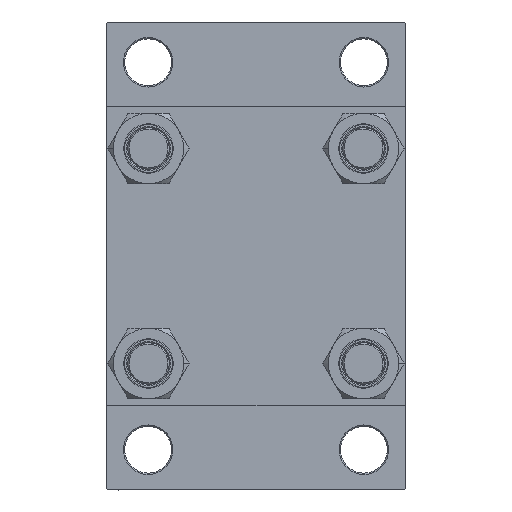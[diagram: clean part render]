
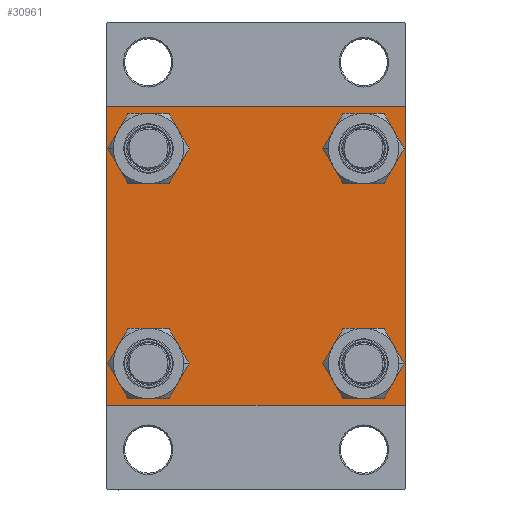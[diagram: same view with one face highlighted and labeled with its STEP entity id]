
A CAD part, left-side view. The second image highlights one B-rep face of the part: STEP entity #30961.
In plain terms, the highlighted planar face has unit normal (-1, 0, 0).
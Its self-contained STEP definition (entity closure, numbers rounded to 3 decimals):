
#143 = VERTEX_POINT ( 'NONE', #20323 ) ;
#180 = VERTEX_POINT ( 'NONE', #14403 ) ;
#267 = CIRCLE ( 'NONE', #40103, 8.5 ) ;
#2450 = FACE_OUTER_BOUND ( 'NONE', #11338, .T. ) ;
#3028 = DIRECTION ( 'NONE',  ( 0., 0., 1. ) ) ;
#3159 = VERTEX_POINT ( 'NONE', #4022 ) ;
#3472 = EDGE_CURVE ( 'NONE', #3159, #13304, #267, .T. ) ;
#3709 = DIRECTION ( 'NONE',  ( 0., 0.707, -0.707 ) ) ;
#3760 = ORIENTED_EDGE ( 'NONE', *, *, #13643, .T. ) ;
#3986 = AXIS2_PLACEMENT_3D ( 'NONE', #13950, #13464, #24946 ) ;
#4022 = CARTESIAN_POINT ( 'NONE',  ( 0., -41.35, 32.85 ) ) ;
#4845 = CARTESIAN_POINT ( 'NONE',  ( 0., 41.35, 32.85 ) ) ;
#5107 = DIRECTION ( 'NONE',  ( 0., -1., 0. ) ) ;
#5106 = DIRECTION ( 'NONE',  ( 0., 0., 1. ) ) ;
#5329 = AXIS2_PLACEMENT_3D ( 'NONE', #9561, #39423, #18842 ) ;
#5358 = LINE ( 'NONE', #8283, #10743 ) ;
#5362 = LINE ( 'NONE', #20296, #18450 ) ;
#5531 = CARTESIAN_POINT ( 'NONE',  ( 0., 41.35, 49.85 ) ) ;
#6154 = CARTESIAN_POINT ( 'NONE',  ( 0., -41.35, -32.85 ) ) ;
#6353 = EDGE_CURVE ( 'NONE', #22052, #21580, #14447, .T. ) ;
#7457 = VERTEX_POINT ( 'NONE', #5531 ) ;
#7780 = AXIS2_PLACEMENT_3D ( 'NONE', #40578, #25657, #9339 ) ;
#8077 = CIRCLE ( 'NONE', #44037, 8.5 ) ;
#8166 = EDGE_CURVE ( 'NONE', #10971, #180, #15130, .T. ) ;
#8229 = CARTESIAN_POINT ( 'NONE',  ( 0., 57., 57.5 ) ) ;
#8283 = CARTESIAN_POINT ( 'NONE',  ( 0., 57.5, 57.5 ) ) ;
#8754 = CIRCLE ( 'NONE', #36114, 8.5 ) ;
#8763 = CARTESIAN_POINT ( 'NONE',  ( 0., 41.35, 41.35 ) ) ;
#9339 = DIRECTION ( 'NONE',  ( 0., 0., 1. ) ) ;
#9561 = CARTESIAN_POINT ( 'NONE',  ( 0., -41.35, 41.35 ) ) ;
#10114 = DIRECTION ( 'NONE',  ( 0., 0., 1. ) ) ;
#10743 = VECTOR ( 'NONE', #31033, 1000. ) ;
#10765 = LINE ( 'NONE', #37419, #35763 ) ;
#10971 = VERTEX_POINT ( 'NONE', #30086 ) ;
#11291 = CARTESIAN_POINT ( 'NONE',  ( 0., 57.25, 57.25 ) ) ;
#11338 = EDGE_LOOP ( 'NONE', ( #32392, #36792, #28935, #15290, #35850, #23043, #32085, #39923 ) ) ;
#12154 = ORIENTED_EDGE ( 'NONE', *, *, #22138, .T. ) ;
#12480 = EDGE_CURVE ( 'NONE', #42444, #16938, #20678, .T. ) ;
#13304 = VERTEX_POINT ( 'NONE', #16178 ) ;
#13327 = CARTESIAN_POINT ( 'NONE',  ( 0., -41.35, -41.35 ) ) ;
#13464 = DIRECTION ( 'NONE',  ( -1., 0., 0. ) ) ;
#13643 = EDGE_CURVE ( 'NONE', #7457, #31180, #34084, .T. ) ;
#13814 = EDGE_CURVE ( 'NONE', #36249, #10971, #5362, .T. ) ;
#13950 = CARTESIAN_POINT ( 'NONE',  ( 0., 0., 0. ) ) ;
#14403 = CARTESIAN_POINT ( 'NONE',  ( 0., -57.5, -57. ) ) ;
#14447 = CIRCLE ( 'NONE', #30037, 8.5 ) ;
#14680 = DIRECTION ( 'NONE',  ( 0., 0., -1. ) ) ;
#15011 = ORIENTED_EDGE ( 'NONE', *, *, #41625, .T. ) ;
#15130 = LINE ( 'NONE', #23198, #48088 ) ;
#15290 = ORIENTED_EDGE ( 'NONE', *, *, #8166, .T. ) ;
#16178 = CARTESIAN_POINT ( 'NONE',  ( 0., -41.35, 49.85 ) ) ;
#16938 = VERTEX_POINT ( 'NONE', #35736 ) ;
#17948 = DIRECTION ( 'NONE',  ( 1., 0., 0. ) ) ;
#18065 = EDGE_CURVE ( 'NONE', #31180, #7457, #36433, .T. ) ;
#18125 = LINE ( 'NONE', #21314, #47093 ) ;
#18450 = VECTOR ( 'NONE', #5107, 1000. ) ;
#18842 = DIRECTION ( 'NONE',  ( 0., 0., 1. ) ) ;
#19560 = DIRECTION ( 'NONE',  ( 1., 0., 0. ) ) ;
#20296 = CARTESIAN_POINT ( 'NONE',  ( 0., 57.5, -57.5 ) ) ;
#20323 = CARTESIAN_POINT ( 'NONE',  ( 0., 57.5, 57. ) ) ;
#20678 = LINE ( 'NONE', #31921, #38742 ) ;
#21314 = CARTESIAN_POINT ( 'NONE',  ( 0., 57.5, 57.5 ) ) ;
#21400 = DIRECTION ( 'NONE',  ( 1., 0., 0. ) ) ;
#21559 = ORIENTED_EDGE ( 'NONE', *, *, #6353, .T. ) ;
#21580 = VERTEX_POINT ( 'NONE', #28579 ) ;
#21844 = CARTESIAN_POINT ( 'NONE',  ( 0., 41.35, -32.85 ) ) ;
#21909 = VECTOR ( 'NONE', #3709, 1000. ) ;
#21999 = FACE_BOUND ( 'NONE', #45096, .T. ) ;
#22052 = VERTEX_POINT ( 'NONE', #6154 ) ;
#22138 = EDGE_CURVE ( 'NONE', #13304, #3159, #27208, .T. ) ;
#22282 = EDGE_LOOP ( 'NONE', ( #3760, #46840 ) ) ;
#23043 = ORIENTED_EDGE ( 'NONE', *, *, #12480, .T. ) ;
#23198 = CARTESIAN_POINT ( 'NONE',  ( 0., -57.25, -57.25 ) ) ;
#24946 = DIRECTION ( 'NONE',  ( 0., 0., 1. ) ) ;
#25292 = EDGE_CURVE ( 'NONE', #43682, #30840, #28883, .T. ) ;
#25309 = CARTESIAN_POINT ( 'NONE',  ( 0., -57.5, 57. ) ) ;
#25657 = DIRECTION ( 'NONE',  ( 1., 0., 0. ) ) ;
#25940 = VECTOR ( 'NONE', #38707, 1000. ) ;
#26402 = EDGE_CURVE ( 'NONE', #46837, #143, #32824, .T. ) ;
#26960 = LINE ( 'NONE', #30396, #25940 ) ;
#27208 = CIRCLE ( 'NONE', #5329, 8.5 ) ;
#27382 = CARTESIAN_POINT ( 'NONE',  ( 0., 57., -57.5 ) ) ;
#28480 = DIRECTION ( 'NONE',  ( 0., 0., 1. ) ) ;
#28579 = CARTESIAN_POINT ( 'NONE',  ( 0., -41.35, -49.85 ) ) ;
#28883 = CIRCLE ( 'NONE', #7780, 8.5 ) ;
#28935 = ORIENTED_EDGE ( 'NONE', *, *, #13814, .T. ) ;
#30037 = AXIS2_PLACEMENT_3D ( 'NONE', #47554, #21400, #28480 ) ;
#30086 = CARTESIAN_POINT ( 'NONE',  ( 0., -57., -57.5 ) ) ;
#30314 = DIRECTION ( 'NONE',  ( 0., 0., 1. ) ) ;
#30396 = CARTESIAN_POINT ( 'NONE',  ( 0., 57.25, -57.25 ) ) ;
#30840 = VERTEX_POINT ( 'NONE', #45574 ) ;
#30961 = ADVANCED_FACE ( 'NONE', ( #43305, #40589, #21999, #46290, #2450 ), #47915, .T. ) ;
#31033 = DIRECTION ( 'NONE',  ( 0., 0., -1. ) ) ;
#31180 = VERTEX_POINT ( 'NONE', #4845 ) ;
#31423 = DIRECTION ( 'NONE',  ( 0., 0.707, 0.707 ) ) ;
#31921 = CARTESIAN_POINT ( 'NONE',  ( 0., -57.25, 57.25 ) ) ;
#32085 = ORIENTED_EDGE ( 'NONE', *, *, #36379, .F. ) ;
#32392 = ORIENTED_EDGE ( 'NONE', *, *, #45710, .T. ) ;
#32824 = LINE ( 'NONE', #11291, #21909 ) ;
#33554 = EDGE_LOOP ( 'NONE', ( #21559, #35362 ) ) ;
#33980 = CARTESIAN_POINT ( 'NONE',  ( 0., 41.35, 41.35 ) ) ;
#34084 = CIRCLE ( 'NONE', #46582, 8.5 ) ;
#34164 = EDGE_CURVE ( 'NONE', #21580, #22052, #8754, .T. ) ;
#34440 = EDGE_CURVE ( 'NONE', #39222, #36249, #26960, .T. ) ;
#35362 = ORIENTED_EDGE ( 'NONE', *, *, #34164, .T. ) ;
#35736 = CARTESIAN_POINT ( 'NONE',  ( 0., -57., 57.5 ) ) ;
#35763 = VECTOR ( 'NONE', #14680, 1000. ) ;
#35850 = ORIENTED_EDGE ( 'NONE', *, *, #45654, .F. ) ;
#36114 = AXIS2_PLACEMENT_3D ( 'NONE', #13327, #39729, #10114 ) ;
#36249 = VERTEX_POINT ( 'NONE', #27382 ) ;
#36379 = EDGE_CURVE ( 'NONE', #46837, #16938, #18125, .T. ) ;
#36388 = CARTESIAN_POINT ( 'NONE',  ( 0., 57.5, -57. ) ) ;
#36433 = CIRCLE ( 'NONE', #38007, 8.5 ) ;
#36525 = DIRECTION ( 'NONE',  ( 1., 0., 0. ) ) ;
#36792 = ORIENTED_EDGE ( 'NONE', *, *, #34440, .T. ) ;
#37038 = ORIENTED_EDGE ( 'NONE', *, *, #3472, .T. ) ;
#37246 = CARTESIAN_POINT ( 'NONE',  ( 0., -41.35, 41.35 ) ) ;
#37419 = CARTESIAN_POINT ( 'NONE',  ( 0., -57.5, 57.5 ) ) ;
#37880 = DIRECTION ( 'NONE',  ( 0., -0.707, 0.707 ) ) ;
#38007 = AXIS2_PLACEMENT_3D ( 'NONE', #8763, #19560, #5106 ) ;
#38707 = DIRECTION ( 'NONE',  ( 0., -0.707, -0.707 ) ) ;
#38742 = VECTOR ( 'NONE', #31423, 1000. ) ;
#39222 = VERTEX_POINT ( 'NONE', #36388 ) ;
#39423 = DIRECTION ( 'NONE',  ( 1., 0., 0. ) ) ;
#39729 = DIRECTION ( 'NONE',  ( 1., 0., 0. ) ) ;
#39923 = ORIENTED_EDGE ( 'NONE', *, *, #26402, .T. ) ;
#39948 = DIRECTION ( 'NONE',  ( 0., 0., 1. ) ) ;
#40103 = AXIS2_PLACEMENT_3D ( 'NONE', #37246, #36525, #39948 ) ;
#40578 = CARTESIAN_POINT ( 'NONE',  ( 0., 41.35, -41.35 ) ) ;
#40589 = FACE_BOUND ( 'NONE', #33554, .T. ) ;
#41625 = EDGE_CURVE ( 'NONE', #30840, #43682, #8077, .T. ) ;
#42300 = DIRECTION ( 'NONE',  ( 1., 0., 0. ) ) ;
#42444 = VERTEX_POINT ( 'NONE', #25309 ) ;
#43141 = ORIENTED_EDGE ( 'NONE', *, *, #25292, .T. ) ;
#43305 = FACE_BOUND ( 'NONE', #44687, .T. ) ;
#43682 = VERTEX_POINT ( 'NONE', #21844 ) ;
#44037 = AXIS2_PLACEMENT_3D ( 'NONE', #44601, #17948, #3028 ) ;
#44601 = CARTESIAN_POINT ( 'NONE',  ( 0., 41.35, -41.35 ) ) ;
#44687 = EDGE_LOOP ( 'NONE', ( #12154, #37038 ) ) ;
#45096 = EDGE_LOOP ( 'NONE', ( #43141, #15011 ) ) ;
#45574 = CARTESIAN_POINT ( 'NONE',  ( 0., 41.35, -49.85 ) ) ;
#45654 = EDGE_CURVE ( 'NONE', #42444, #180, #10765, .T. ) ;
#45710 = EDGE_CURVE ( 'NONE', #143, #39222, #5358, .T. ) ;
#46290 = FACE_BOUND ( 'NONE', #22282, .T. ) ;
#46582 = AXIS2_PLACEMENT_3D ( 'NONE', #33980, #42300, #30314 ) ;
#46837 = VERTEX_POINT ( 'NONE', #8229 ) ;
#46840 = ORIENTED_EDGE ( 'NONE', *, *, #18065, .T. ) ;
#47093 = VECTOR ( 'NONE', #48199, 1000. ) ;
#47554 = CARTESIAN_POINT ( 'NONE',  ( 0., -41.35, -41.35 ) ) ;
#47915 = PLANE ( 'NONE',  #3986 ) ;
#48088 = VECTOR ( 'NONE', #37880, 1000. ) ;
#48199 = DIRECTION ( 'NONE',  ( 0., -1., 0. ) ) ;
